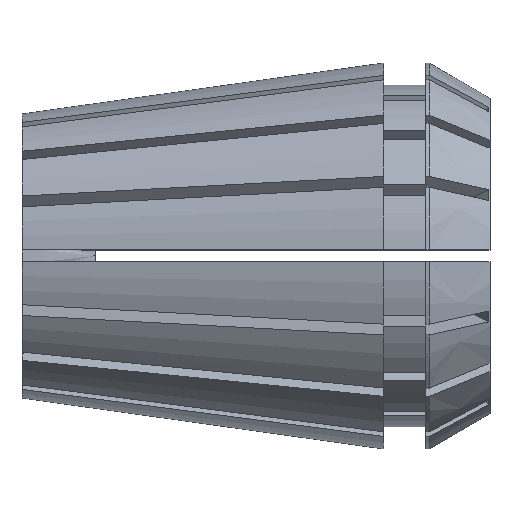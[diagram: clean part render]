
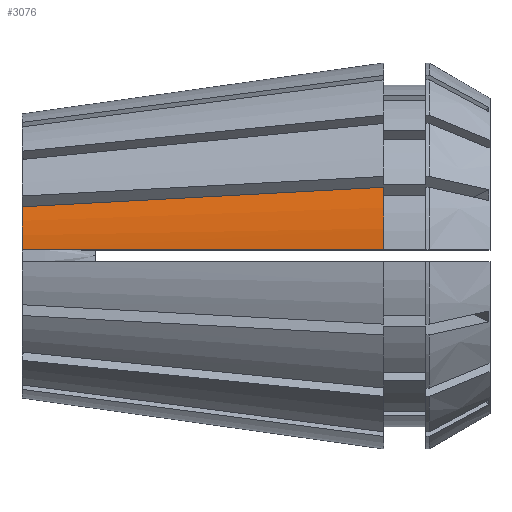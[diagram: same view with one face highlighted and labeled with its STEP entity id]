
A CAD part, top view. The second image highlights one B-rep face of the part: STEP entity #3076.
In plain terms, the highlighted conical face has half-angle 8 degrees and reference radius 16.5 mm.
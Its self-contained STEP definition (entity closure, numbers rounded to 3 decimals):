
#232 = CARTESIAN_POINT ( 'NONE',  ( 0., 0.5, 12.147 ) ) ;
#491 = CARTESIAN_POINT ( 'NONE',  ( 20.6, 5.295, 14.091 ) ) ;
#702 = CARTESIAN_POINT ( 'NONE',  ( 30.9, 0., 0. ) ) ;
#974 = VERTEX_POINT ( 'NONE', #2584 ) ;
#1058 = DIRECTION ( 'NONE',  ( 0., 0., -1. ) ) ;
#1070 = CONICAL_SURFACE ( 'NONE', #5040, 16.5, 0.14 ) ;
#1078 = B_SPLINE_CURVE_WITH_KNOTS ( 'NONE', 3,
 ( #2665, #5309, #1421, #4436, #1842, #4881, #2273, #5323, #2682, #232 ),
 .UNSPECIFIED., .F., .F.,
 ( 4, 3, 3, 4 ),
 ( 0.064, 0.069, 0.091, 0.095 ),
 .UNSPECIFIED. ) ;
#1105 = DIRECTION ( 'NONE',  ( 0., 0., 1. ) ) ;
#1138 = AXIS2_PLACEMENT_3D ( 'NONE', #1929, #1982, #1963 ) ;
#1421 = CARTESIAN_POINT ( 'NONE',  ( 27.594, 0.5, 16.028 ) ) ;
#1428 = ORIENTED_EDGE ( 'NONE', *, *, #3001, .F. ) ;
#1508 = CARTESIAN_POINT ( 'NONE',  ( 0., 4.187, 11.414 ) ) ;
#1602 = AXIS2_PLACEMENT_3D ( 'NONE', #702, #3601, #1105 ) ;
#1694 = EDGE_CURVE ( 'NONE', #5353, #3623, #2535, .T. ) ;
#1842 = CARTESIAN_POINT ( 'NONE',  ( 18.581, 0.5, 14.761 ) ) ;
#1894 = CARTESIAN_POINT ( 'NONE',  ( 0., 0.5, 12.147 ) ) ;
#1929 = CARTESIAN_POINT ( 'NONE',  ( 0., 0., 0. ) ) ;
#1963 = DIRECTION ( 'NONE',  ( 0., 0., 1. ) ) ;
#1982 = DIRECTION ( 'NONE',  ( -1., 0., 0. ) ) ;
#2166 = CARTESIAN_POINT ( 'NONE',  ( 10.3, 4.741, 12.753 ) ) ;
#2273 = CARTESIAN_POINT ( 'NONE',  ( 3.861, 0.5, 12.69 ) ) ;
#2413 = VERTEX_POINT ( 'NONE', #1894 ) ;
#2535 = B_SPLINE_CURVE_WITH_KNOTS ( 'NONE', 3,
 ( #4759, #491, #2166, #4136 ),
 .UNSPECIFIED., .F., .F.,
 ( 4, 4 ),
 ( 0., 0.031 ),
 .UNSPECIFIED. ) ;
#2584 = CARTESIAN_POINT ( 'NONE',  ( 30.9, 0.5, 16.493 ) ) ;
#2665 = CARTESIAN_POINT ( 'NONE',  ( 30.9, 0.5, 16.493 ) ) ;
#2682 = CARTESIAN_POINT ( 'NONE',  ( 1.287, 0.5, 12.328 ) ) ;
#2804 = ORIENTED_EDGE ( 'NONE', *, *, #1694, .T. ) ;
#3001 = EDGE_CURVE ( 'NONE', #2413, #3623, #3804, .T. ) ;
#3076 = ADVANCED_FACE ( 'NONE', ( #4618 ), #1070, .T. ) ;
#3196 = CARTESIAN_POINT ( 'NONE',  ( 30.9, 5.85, 15.429 ) ) ;
#3253 = DIRECTION ( 'NONE',  ( 1., 0., 0. ) ) ;
#3601 = DIRECTION ( 'NONE',  ( -1., 0., 0. ) ) ;
#3623 = VERTEX_POINT ( 'NONE', #1508 ) ;
#3804 = CIRCLE ( 'NONE', #1138, 12.158 ) ;
#3946 = CARTESIAN_POINT ( 'NONE',  ( 30.9, 0., 0. ) ) ;
#4014 = ORIENTED_EDGE ( 'NONE', *, *, #5310, .T. ) ;
#4136 = CARTESIAN_POINT ( 'NONE',  ( 0., 4.187, 11.414 ) ) ;
#4223 = EDGE_LOOP ( 'NONE', ( #4014, #2804, #1428, #4390 ) ) ;
#4390 = ORIENTED_EDGE ( 'NONE', *, *, #4704, .F. ) ;
#4436 = CARTESIAN_POINT ( 'NONE',  ( 25.941, 0.5, 15.795 ) ) ;
#4618 = FACE_OUTER_BOUND ( 'NONE', #4223, .T. ) ;
#4699 = CIRCLE ( 'NONE', #1602, 16.5 ) ;
#4704 = EDGE_CURVE ( 'NONE', #974, #2413, #1078, .T. ) ;
#4759 = CARTESIAN_POINT ( 'NONE',  ( 30.9, 5.85, 15.429 ) ) ;
#4881 = CARTESIAN_POINT ( 'NONE',  ( 11.221, 0.5, 13.726 ) ) ;
#5040 = AXIS2_PLACEMENT_3D ( 'NONE', #3946, #3253, #1058 ) ;
#5309 = CARTESIAN_POINT ( 'NONE',  ( 29.247, 0.5, 16.26 ) ) ;
#5310 = EDGE_CURVE ( 'NONE', #974, #5353, #4699, .T. ) ;
#5323 = CARTESIAN_POINT ( 'NONE',  ( 2.574, 0.5, 12.509 ) ) ;
#5353 = VERTEX_POINT ( 'NONE', #3196 ) ;
